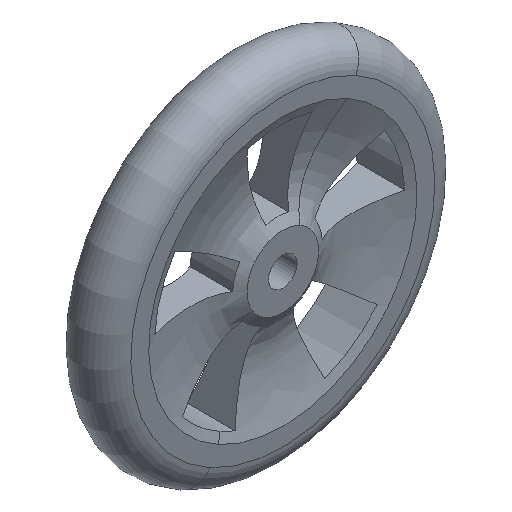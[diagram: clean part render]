
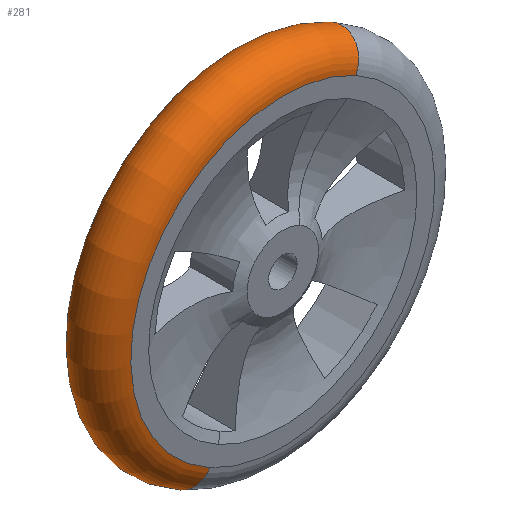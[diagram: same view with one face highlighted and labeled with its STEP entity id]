
A CAD part, isometric view. The second image highlights one B-rep face of the part: STEP entity #281.
In plain terms, the highlighted toroidal (fillet/blend) face has major radius 85 mm and minor radius 15 mm.
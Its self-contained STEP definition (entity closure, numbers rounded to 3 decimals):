
#242 = VERTEX_POINT('',#243);
#243 = CARTESIAN_POINT('',(40.751,15.,74.595));
#244 = VERTEX_POINT('',#245);
#245 = CARTESIAN_POINT('',(-40.751,15.,-74.595));
#252 = EDGE_CURVE('',#253,#242,#255,.T.);
#253 = VERTEX_POINT('',#254);
#254 = CARTESIAN_POINT('',(40.751,-15.,74.595));
#255 = CIRCLE('',#256,15.);
#256 = AXIS2_PLACEMENT_3D('',#257,#258,#259);
#257 = CARTESIAN_POINT('',(40.751,0.,74.595));
#258 = DIRECTION('',(-0.878,0.,0.479));
#259 = DIRECTION('',(-0.479,0.,-0.878));
#262 = VERTEX_POINT('',#263);
#263 = CARTESIAN_POINT('',(-40.751,-15.,-74.595));
#270 = EDGE_CURVE('',#262,#244,#271,.T.);
#271 = CIRCLE('',#272,15.);
#272 = AXIS2_PLACEMENT_3D('',#273,#274,#275);
#273 = CARTESIAN_POINT('',(-40.751,0.,-74.595));
#274 = DIRECTION('',(0.878,0.,-0.479));
#275 = DIRECTION('',(0.479,0.,0.878));
#281 = ADVANCED_FACE('',(#282),#300,.T.);
#282 = FACE_BOUND('',#283,.T.);
#283 = EDGE_LOOP('',(#284,#291,#292,#299));
#284 = ORIENTED_EDGE('',*,*,#285,.F.);
#285 = EDGE_CURVE('',#244,#242,#286,.T.);
#286 = CIRCLE('',#287,85.);
#287 = AXIS2_PLACEMENT_3D('',#288,#289,#290);
#288 = CARTESIAN_POINT('',(0.,15.,0.));
#289 = DIRECTION('',(0.,1.,0.));
#290 = DIRECTION('',(0.,-0.,1.));
#291 = ORIENTED_EDGE('',*,*,#270,.F.);
#292 = ORIENTED_EDGE('',*,*,#293,.T.);
#293 = EDGE_CURVE('',#262,#253,#294,.T.);
#294 = CIRCLE('',#295,85.);
#295 = AXIS2_PLACEMENT_3D('',#296,#297,#298);
#296 = CARTESIAN_POINT('',(0.,-15.,0.));
#297 = DIRECTION('',(0.,1.,0.));
#298 = DIRECTION('',(0.,-0.,1.));
#299 = ORIENTED_EDGE('',*,*,#252,.T.);
#300 = TOROIDAL_SURFACE('',#301,85.,15.);
#301 = AXIS2_PLACEMENT_3D('',#302,#303,#304);
#302 = CARTESIAN_POINT('',(0.,0.,0.));
#303 = DIRECTION('',(0.,1.,0.));
#304 = DIRECTION('',(0.479,-0.,0.878));
